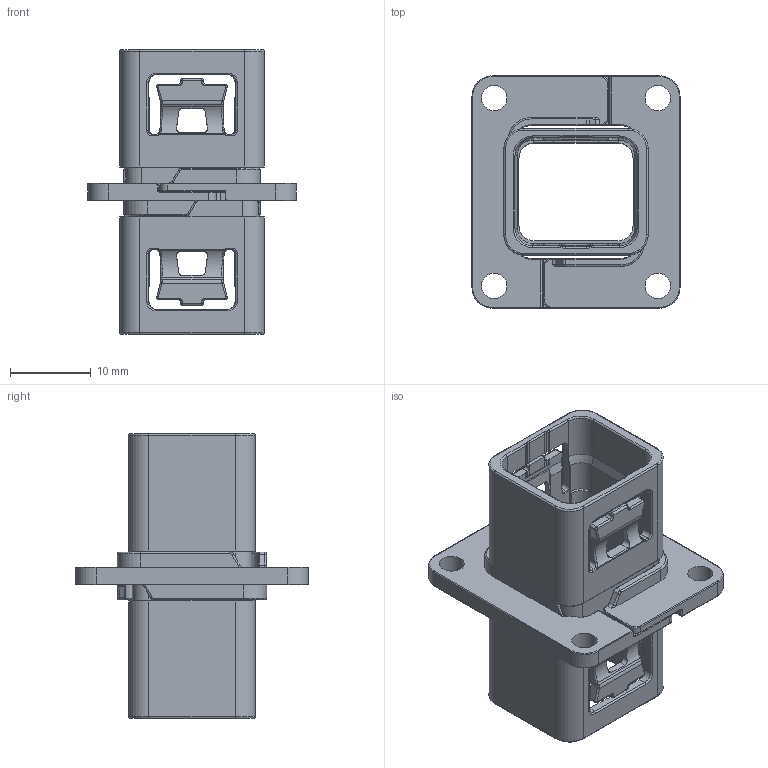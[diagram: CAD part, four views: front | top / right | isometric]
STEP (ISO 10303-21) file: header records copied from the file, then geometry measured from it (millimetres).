
FILE_DESCRIPTION((''),'2;1');
FILE_NAME('SIM2S102A','2019-09-18T',('presta_be4'),(''),'PRO/ENGINEER BY PARAMETRIC TECHNOLOGY CORPORATION, 2014310','PRO/ENGINEER BY PARAMETRIC TECHNOLOGY CORPORATION, 2014310','');
FILE_SCHEMA(('CONFIG_CONTROL_DESIGN'));
Length unit declared in the file: millimetre
Products named in the file (1): SIM2S102A
Bounding box: 25.8 x 28.8 x 35.3 mm (x, y, z)
Volume: 3825.7 mm3; surface area: 5658.9 mm2
Topology: 1 solids, 1 shells, 1254 faces, 3187 edges, 1950 vertices
Faces by surface type: cylinder 428, plane 396, torus 176, extrusion 150, bspline 80, sphere 16, cone 8
Entity records: 40871 total; most frequent: CARTESIAN_POINT 11433, ORIENTED_EDGE 6374, DIRECTION 5753, EDGE_CURVE 3187, AXIS2_PLACEMENT_3D 1988, VERTEX_POINT 1950, VECTOR 1777, LINE 1627
